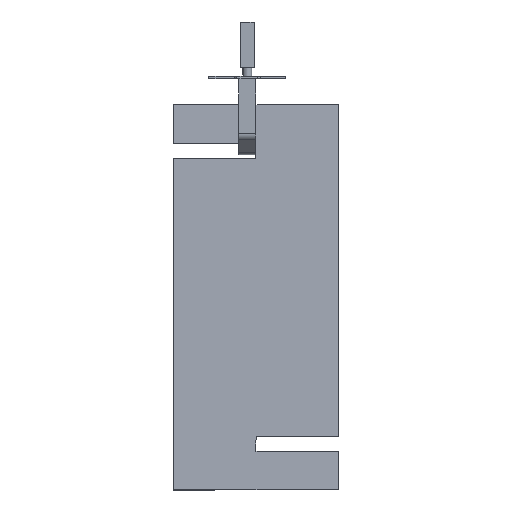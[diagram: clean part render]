
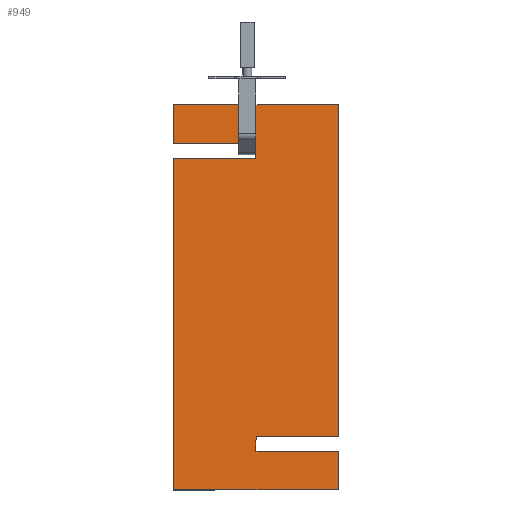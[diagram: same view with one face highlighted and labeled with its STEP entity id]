
A CAD part, front view. The second image highlights one B-rep face of the part: STEP entity #949.
In plain terms, the highlighted face is planar.
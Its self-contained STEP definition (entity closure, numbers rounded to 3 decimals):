
#100=FACE_OUTER_BOUND('',#153,.T.);
#153=EDGE_LOOP('',(#845,#846,#847,#848,#849,#850,#851,#852,#853,#854,#855,
#856));
#233=LINE('',#1531,#348);
#237=LINE('',#1539,#352);
#240=LINE('',#1545,#355);
#243=LINE('',#1551,#358);
#246=LINE('',#1557,#361);
#249=LINE('',#1563,#364);
#252=LINE('',#1569,#367);
#255=LINE('',#1575,#370);
#258=LINE('',#1581,#373);
#261=LINE('',#1587,#376);
#264=LINE('',#1593,#379);
#267=LINE('',#1598,#382);
#348=VECTOR('',#1268,10.);
#352=VECTOR('',#1274,10.);
#355=VECTOR('',#1279,10.);
#358=VECTOR('',#1284,10.);
#361=VECTOR('',#1289,10.);
#364=VECTOR('',#1294,10.);
#367=VECTOR('',#1299,10.);
#370=VECTOR('',#1304,10.);
#373=VECTOR('',#1309,10.);
#376=VECTOR('',#1314,10.);
#379=VECTOR('',#1319,10.);
#382=VECTOR('',#1324,10.);
#446=VERTEX_POINT('',#1529);
#447=VERTEX_POINT('',#1530);
#450=VERTEX_POINT('',#1538);
#452=VERTEX_POINT('',#1544);
#454=VERTEX_POINT('',#1550);
#456=VERTEX_POINT('',#1556);
#458=VERTEX_POINT('',#1562);
#460=VERTEX_POINT('',#1568);
#462=VERTEX_POINT('',#1574);
#464=VERTEX_POINT('',#1580);
#466=VERTEX_POINT('',#1586);
#468=VERTEX_POINT('',#1592);
#563=EDGE_CURVE('',#446,#447,#233,.T.);
#567=EDGE_CURVE('',#450,#446,#237,.T.);
#570=EDGE_CURVE('',#452,#450,#240,.T.);
#573=EDGE_CURVE('',#454,#452,#243,.T.);
#576=EDGE_CURVE('',#456,#454,#246,.T.);
#579=EDGE_CURVE('',#458,#456,#249,.T.);
#582=EDGE_CURVE('',#460,#458,#252,.T.);
#585=EDGE_CURVE('',#462,#460,#255,.T.);
#588=EDGE_CURVE('',#464,#462,#258,.T.);
#591=EDGE_CURVE('',#466,#464,#261,.T.);
#594=EDGE_CURVE('',#468,#466,#264,.T.);
#597=EDGE_CURVE('',#447,#468,#267,.T.);
#845=ORIENTED_EDGE('',*,*,#597,.F.);
#846=ORIENTED_EDGE('',*,*,#563,.F.);
#847=ORIENTED_EDGE('',*,*,#567,.F.);
#848=ORIENTED_EDGE('',*,*,#570,.F.);
#849=ORIENTED_EDGE('',*,*,#573,.F.);
#850=ORIENTED_EDGE('',*,*,#576,.F.);
#851=ORIENTED_EDGE('',*,*,#579,.F.);
#852=ORIENTED_EDGE('',*,*,#582,.F.);
#853=ORIENTED_EDGE('',*,*,#585,.F.);
#854=ORIENTED_EDGE('',*,*,#588,.F.);
#855=ORIENTED_EDGE('',*,*,#591,.F.);
#856=ORIENTED_EDGE('',*,*,#594,.F.);
#899=PLANE('',#1078);
#949=ADVANCED_FACE('',(#100),#899,.F.);
#1078=AXIS2_PLACEMENT_3D('',#1601,#1328,#1329);
#1268=DIRECTION('',(0.,0.,1.));
#1274=DIRECTION('',(-1.,0.,0.));
#1279=DIRECTION('',(0.,0.,1.));
#1284=DIRECTION('',(1.,0.,0.));
#1289=DIRECTION('',(0.,0.,1.));
#1294=DIRECTION('',(-1.,0.,0.));
#1299=DIRECTION('',(0.,0.,-1.));
#1304=DIRECTION('',(1.,0.,0.));
#1309=DIRECTION('',(0.,0.,-1.));
#1314=DIRECTION('',(-1.,0.,0.));
#1319=DIRECTION('',(0.,0.,-1.));
#1324=DIRECTION('',(1.,0.,0.));
#1328=DIRECTION('center_axis',(0.,1.,0.));
#1329=DIRECTION('ref_axis',(0.,0.,1.));
#1529=CARTESIAN_POINT('',(-7.994,0.,-54.109));
#1530=CARTESIAN_POINT('',(-7.994,0.,15.891));
#1531=CARTESIAN_POINT('',(-7.994,0.,-54.109));
#1538=CARTESIAN_POINT('',(142.006,0.,-54.109));
#1539=CARTESIAN_POINT('',(142.006,0.,-54.109));
#1544=CARTESIAN_POINT('',(142.006,0.,-81.109));
#1545=CARTESIAN_POINT('',(142.006,0.,-81.109));
#1550=CARTESIAN_POINT('',(-7.994,0.,-81.109));
#1551=CARTESIAN_POINT('',(-7.994,0.,-81.109));
#1556=CARTESIAN_POINT('',(-7.994,0.,-684.859));
#1557=CARTESIAN_POINT('',(-7.994,0.,-684.859));
#1562=CARTESIAN_POINT('',(292.006,0.,-684.859));
#1563=CARTESIAN_POINT('',(292.006,0.,-684.859));
#1568=CARTESIAN_POINT('',(292.006,0.,-614.859));
#1569=CARTESIAN_POINT('',(292.006,0.,-614.859));
#1574=CARTESIAN_POINT('',(142.006,0.,-614.859));
#1575=CARTESIAN_POINT('',(142.006,0.,-614.859));
#1580=CARTESIAN_POINT('',(142.006,0.,-587.859));
#1581=CARTESIAN_POINT('',(142.006,0.,-587.859));
#1586=CARTESIAN_POINT('',(292.006,0.,-587.859));
#1587=CARTESIAN_POINT('',(292.006,0.,-587.859));
#1592=CARTESIAN_POINT('',(292.006,0.,15.891));
#1593=CARTESIAN_POINT('',(292.006,0.,15.891));
#1598=CARTESIAN_POINT('',(-7.994,0.,15.891));
#1601=CARTESIAN_POINT('Origin',(142.006,0.,-334.484));
